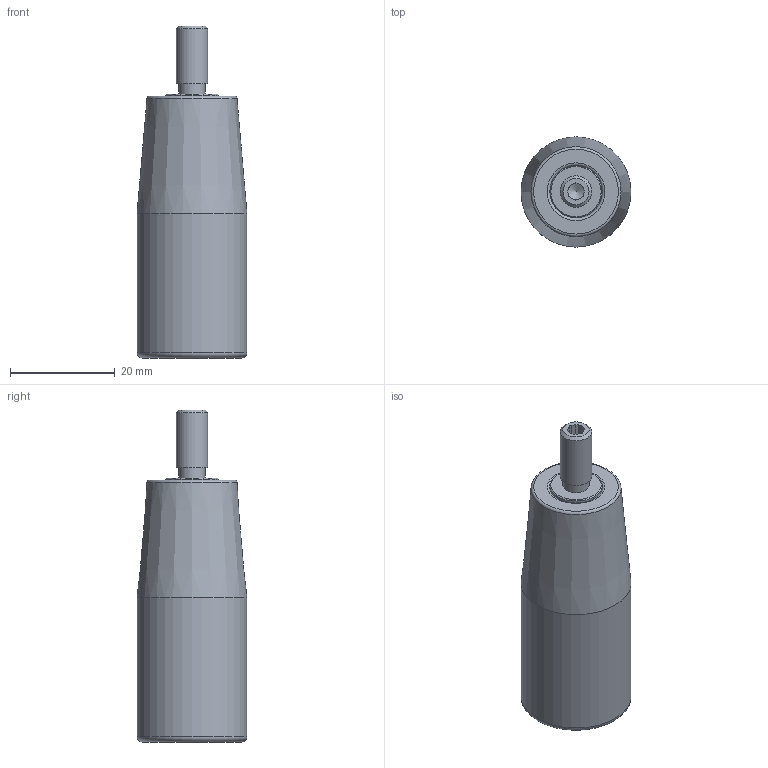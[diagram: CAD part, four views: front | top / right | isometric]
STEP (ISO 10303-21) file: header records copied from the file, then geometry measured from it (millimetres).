
FILE_DESCRIPTION( ( 'Unknown' ), '1' );
FILE_NAME( '6144010_MGEX21x50.stp', 'Unknown', ( 'Unknown' ), ( 'Unknown' ), 'PSStep 11.0', 'Unknown', ' ' );
FILE_SCHEMA( ( 'AUTOMOTIVE_DESIGN { 1 0 10303 214 1 1 1 1 }' ) );
Length unit declared in the file: millimetre
Products named in the file (2): 8900099
Bounding box: 21 x 21 x 63.4 mm (x, y, z)
Volume: 15559.3 mm3; surface area: 6083.5 mm2
Topology: 2 solids, 3 shells, 51 faces, 116 edges, 75 vertices
Faces by surface type: plane 30, cylinder 11, cone 7, torus 3
Full cylindrical faces by diameter (mm): 3.1 x1, 5 x1, 5.626 x1, 6 x1, 6.8 x1, 7.69 x1, 10 x2, 21 x1
Entity records: 1731 total; most frequent: DIRECTION 238, CARTESIAN_POINT 214, ORIENTED_EDGE 182, AXIS2_PLACEMENT_3D 94, EDGE_CURVE 91, EDGE_LOOP 76, VERTEX_POINT 70, FACE_OUTER_BOUND 63
